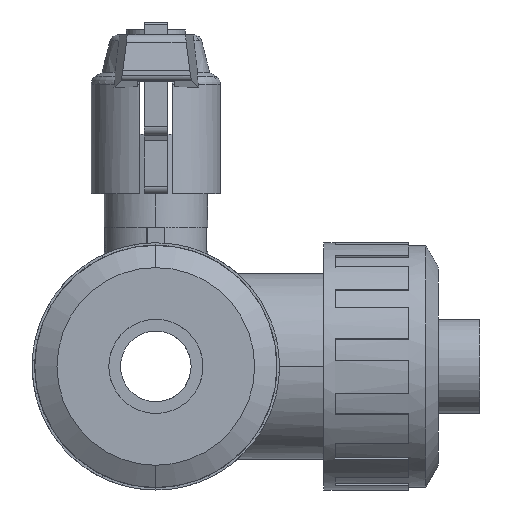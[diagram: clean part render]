
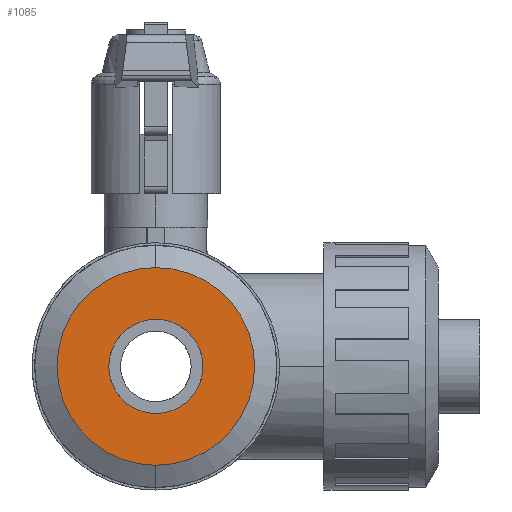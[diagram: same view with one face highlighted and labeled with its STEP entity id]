
A CAD part, left-side view. The second image highlights one B-rep face of the part: STEP entity #1085.
In plain terms, the highlighted planar face has unit normal (-1, 0, 0).
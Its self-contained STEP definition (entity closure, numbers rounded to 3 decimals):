
#1085=ADVANCED_FACE('',(#2222,#2223),#2224,.T.);
#2222=FACE_BOUND('',#3395,.T.);
#2223=FACE_OUTER_BOUND('',#3396,.T.);
#2224=PLANE('',#3397);
#3395=EDGE_LOOP('',(#6802,#6803));
#3396=EDGE_LOOP('',(#6804,#6805));
#3397=AXIS2_PLACEMENT_3D('',#6806,#6807,#6808);
#6802=ORIENTED_EDGE('',*,*,#7880,.F.);
#6803=ORIENTED_EDGE('',*,*,#7434,.F.);
#6804=ORIENTED_EDGE('',*,*,#7190,.T.);
#6805=ORIENTED_EDGE('',*,*,#8443,.T.);
#6806=CARTESIAN_POINT('',(-60.043,0.0,16.75));
#6807=DIRECTION('',(-1.0,0.0,0.0));
#6808=DIRECTION('',(0.0,-0.0,1.0));
#7190=EDGE_CURVE('',#8672,#8676,#8678,.T.);
#7434=EDGE_CURVE('',#9144,#9140,#9146,.T.);
#7880=EDGE_CURVE('',#9140,#9144,#9816,.T.);
#8443=EDGE_CURVE('',#8676,#8672,#10541,.T.);
#8672=VERTEX_POINT('',#10892);
#8676=VERTEX_POINT('',#10897);
#8678=CIRCLE('',#10900,21.0);
#9140=VERTEX_POINT('',#11478);
#9144=VERTEX_POINT('',#11483);
#9146=CIRCLE('',#11486,10.005);
#9816=CIRCLE('',#12882,10.005);
#10541=CIRCLE('',#13859,21.0);
#10892=CARTESIAN_POINT('',(-60.043,0.0,21.0));
#10897=CARTESIAN_POINT('',(-60.043,0.,-21.0));
#10900=AXIS2_PLACEMENT_3D('',#14111,#14112,#14113);
#11478=CARTESIAN_POINT('',(-60.043,0.0,10.005));
#11483=CARTESIAN_POINT('',(-60.043,0.,-10.005));
#11486=AXIS2_PLACEMENT_3D('',#14556,#14557,#14558);
#12882=AXIS2_PLACEMENT_3D('',#15035,#15036,#15037);
#13859=AXIS2_PLACEMENT_3D('',#15626,#15627,#15628);
#14111=CARTESIAN_POINT('',(-60.043,0.0,0.0));
#14112=DIRECTION('',(-1.0,0.0,0.0));
#14113=DIRECTION('',(0.0,-0.0,1.0));
#14556=CARTESIAN_POINT('',(-60.043,0.0,0.0));
#14557=DIRECTION('',(-1.0,0.0,0.0));
#14558=DIRECTION('',(0.0,-0.0,1.0));
#15035=CARTESIAN_POINT('',(-60.043,0.0,0.0));
#15036=DIRECTION('',(-1.0,0.0,0.0));
#15037=DIRECTION('',(0.0,-0.0,1.0));
#15626=CARTESIAN_POINT('',(-60.043,0.0,0.0));
#15627=DIRECTION('',(-1.0,0.0,0.0));
#15628=DIRECTION('',(0.0,-0.0,1.0));
